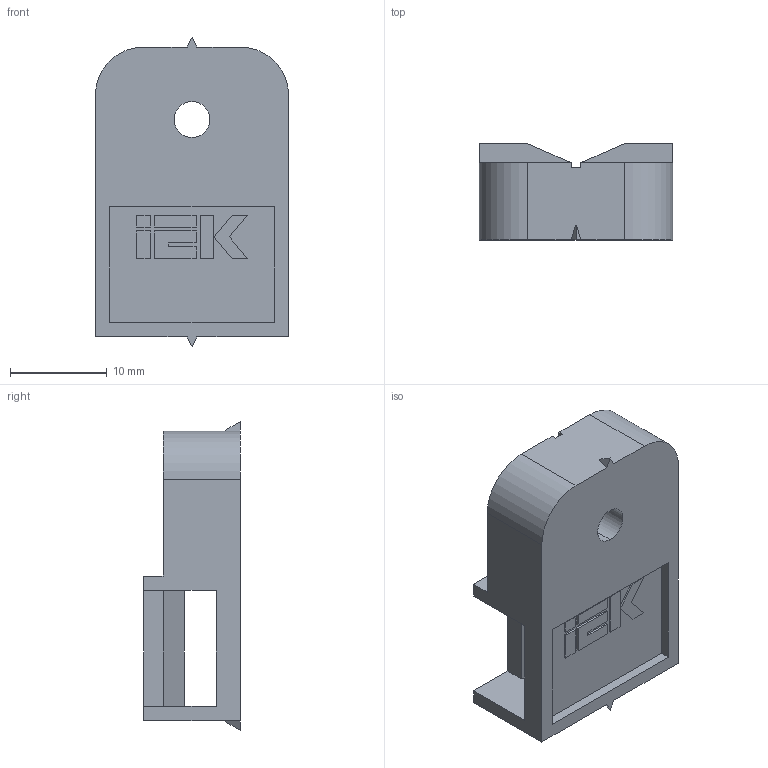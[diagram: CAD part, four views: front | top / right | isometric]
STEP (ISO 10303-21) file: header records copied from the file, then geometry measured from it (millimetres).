
FILE_DESCRIPTION (( 'STEP AP203' ), '1' );
FILE_NAME ('ET-TA00D-PPS-K01 ELASTA Ïëîùàäêà ïîä ñòÿæêó ïîä ìîí. ïèñò. áåëàÿ IEK.STEP', '2024-08-07T12:21:54', ( '' ), ( '' ), 'SwSTEP 2.0', 'SolidWorks 2022', '' );
FILE_SCHEMA (( 'CONFIG_CONTROL_DESIGN' ));
Length unit declared in the file: millimetre
Products named in the file (1): ET-TA00D-PPS-K01 ELASTA Площадка под стяжку под мон. пист. белая IEK
Bounding box: 20 x 10 x 32 mm (x, y, z)
Volume: 3066.7 mm3; surface area: 2696.7 mm2
Topology: 1 solids, 1 shells, 84 faces, 228 edges, 150 vertices
Faces by surface type: plane 78, cylinder 6
Entity records: 2685 total; most frequent: CARTESIAN_POINT 463, ORIENTED_EDGE 456, DIRECTION 414, EDGE_CURVE 228, LINE 212, VECTOR 212, VERTEX_POINT 150, AXIS2_PLACEMENT_3D 101
